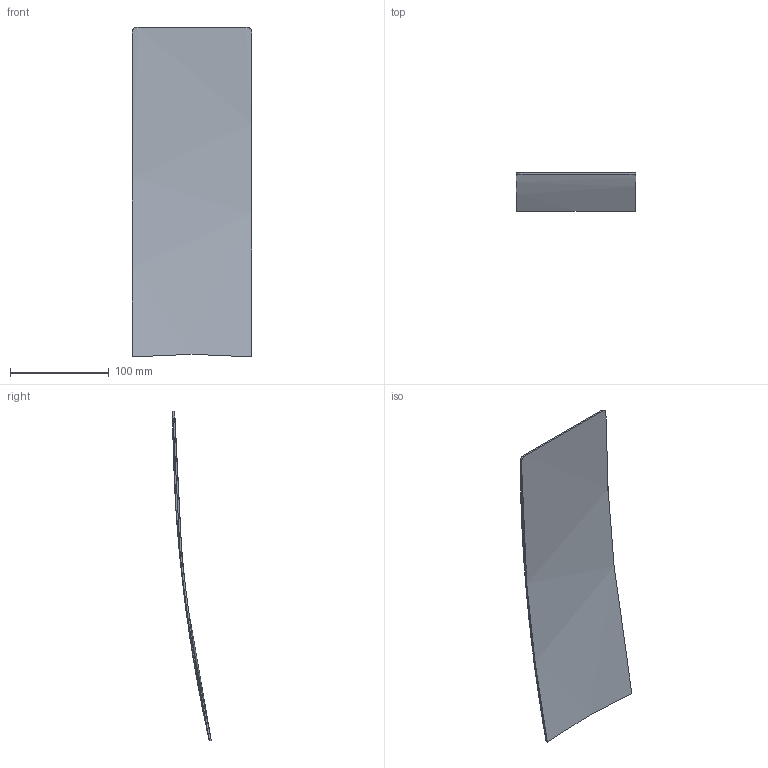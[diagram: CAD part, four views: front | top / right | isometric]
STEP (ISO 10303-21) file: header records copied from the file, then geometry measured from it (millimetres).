
FILE_DESCRIPTION (( 'STEP AP214' ), '1' );
FILE_NAME ('riser_back.STEP', '2014-09-29T23:26:52', ( '' ), ( '' ), 'SwSTEP 2.0', 'SolidWorks 2014', '' );
FILE_SCHEMA (( 'AUTOMOTIVE_DESIGN' ));
Length unit declared in the file: millimetre
Products named in the file (1): riser_back
Bounding box: 121.06 x 39.11 x 334.18 mm (x, y, z)
Volume: 81066.8 mm3; surface area: 82804.4 mm2
Topology: 1 solids, 1 shells, 18 faces, 38 edges, 22 vertices
Faces by surface type: bspline 12, cylinder 3, sphere 2, plane 1
Entity records: 4288 total; most frequent: CARTESIAN_POINT 3880, ORIENTED_EDGE 76, EDGE_CURVE 38, DIRECTION 29, B_SPLINE_CURVE_WITH_KNOTS 29, VERTEX_POINT 22, FACE_OUTER_BOUND 18, EDGE_LOOP 18
